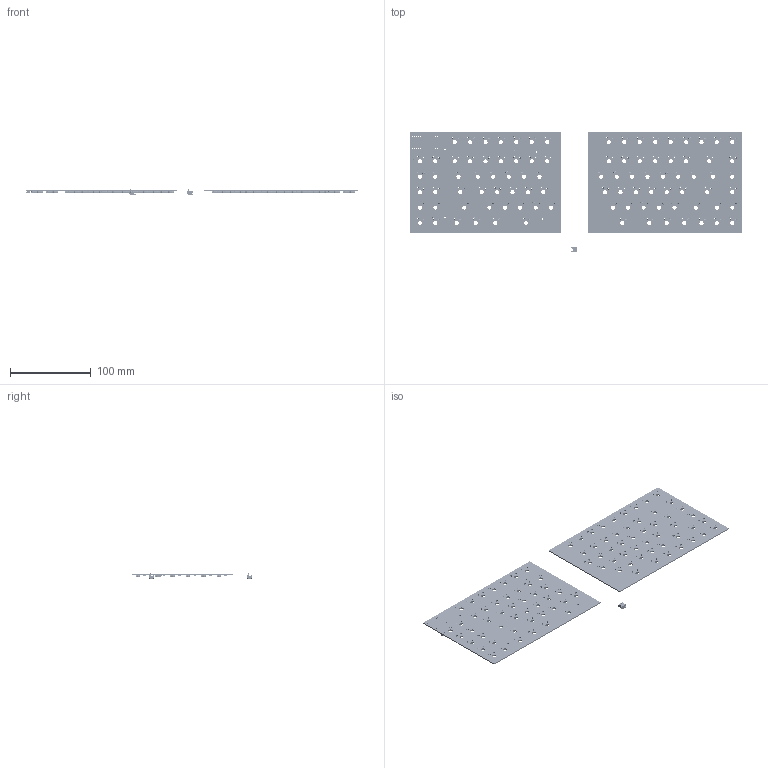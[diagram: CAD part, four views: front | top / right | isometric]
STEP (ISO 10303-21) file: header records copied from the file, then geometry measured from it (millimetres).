
FILE_DESCRIPTION(('KiCad electronic assembly'),'2;1');
FILE_NAME('Ergoslide.step','2025-11-13T14:47:53',('Pcbnew'),('Kicad'), 'Open CASCADE STEP processor 7.8','KiCad to STEP converter','Unknown' );
FILE_SCHEMA(('AUTOMOTIVE_DESIGN { 1 0 10303 214 1 1 1 1 }'));
Length unit declared in the file: millimetre
Products named in the file (7): Ergoslide 1; Diode_SOD-123; Gateron-KS33-Socket; JST_PH_S2B-PH-K_1x02_P2.00mm_Horizontal; Panasonic_EVQPUL_EVQPUC; Ergoslide_PCB_1; Ergoslide_PCB_2
Assembly tree (195 placements, depth 2):
  Ergoslide 1
    Diode_SOD-123  x95
    Gateron-KS33-Socket  x95
    JST_PH_S2B-PH-K_1x02_P2.00mm_Horizontal  x2
    Panasonic_EVQPUL_EVQPUC
    Ergoslide_PCB_1
    Ergoslide_PCB_2
Bounding box: 409.94 x 147.21 x 8.25 mm (x, y, z)
Volume: 76689.9 mm3; surface area: 117656.4 mm2
Topology: 195 solids, 195 shells, 20469 faces, 51158 edges, 30790 vertices
Faces by surface type: plane 10337, cylinder 5950, bspline 2470, torus 950, sphere 760, cone 2
Full cylindrical faces by diameter (mm): 0.65 x2, 0.75 x4, 0.762 x2, 0.889 x3, 0.914 x24, 2.2 x4, 2.9 x190, 3 x190, 5.1 x95
Entity records: 31753 total; most frequent: DIRECTION 4986, CARTESIAN_POINT 4843, ORIENTED_EDGE 4504, EDGE_CURVE 2248, AXIS2_PLACEMENT_3D 1797, FACE_BOUND 1466, EDGE_LOOP 1466, VERTEX_POINT 1446
